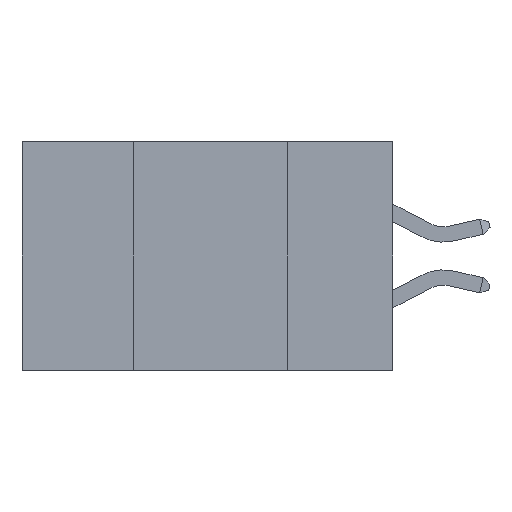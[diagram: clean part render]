
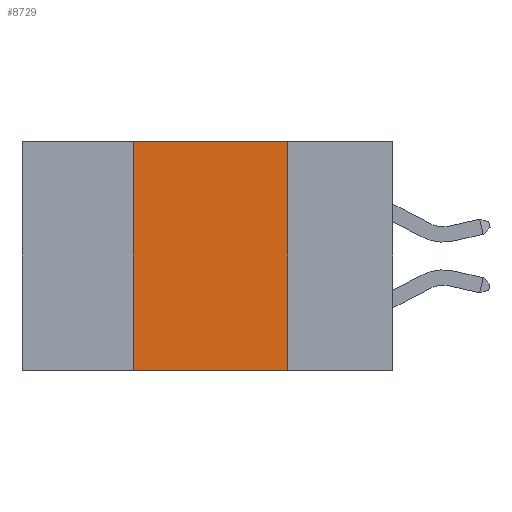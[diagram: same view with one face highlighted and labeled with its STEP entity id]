
A CAD part, left-side view. The second image highlights one B-rep face of the part: STEP entity #8729.
In plain terms, the highlighted planar face has unit normal (-1, 0, 0).
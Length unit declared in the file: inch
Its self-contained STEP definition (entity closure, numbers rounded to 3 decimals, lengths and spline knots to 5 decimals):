
#1100 = EDGE_LOOP ( 'NONE', ( #20287, #6946, #5148, #14580 ) ) ;
#1205 = CARTESIAN_POINT ( 'NONE',  ( 0., 0.6, 0. ) ) ;
#1514 = CARTESIAN_POINT ( 'NONE',  ( 0., 0.42, 0. ) ) ;
#2639 = LINE ( 'NONE', #4416, #9209 ) ;
#2668 = CARTESIAN_POINT ( 'NONE',  ( 0., 0.17, -0.37 ) ) ;
#3213 = FACE_OUTER_BOUND ( 'NONE', #1100, .T. ) ;
#3997 = LINE ( 'NONE', #12134, #18359 ) ;
#4218 = VERTEX_POINT ( 'NONE', #2668 ) ;
#4400 = EDGE_CURVE ( 'NONE', #19228, #4218, #16480, .T. ) ;
#4416 = CARTESIAN_POINT ( 'NONE',  ( 0., 0.17, 0. ) ) ;
#4776 = DIRECTION ( 'NONE',  ( 0., 0., 1. ) ) ;
#4880 = LINE ( 'NONE', #1514, #12924 ) ;
#5148 = ORIENTED_EDGE ( 'NONE', *, *, #17546, .F. ) ;
#5672 = CARTESIAN_POINT ( 'NONE',  ( 0., 0.17, 0. ) ) ;
#5924 = DIRECTION ( 'NONE',  ( 0., 0., -1. ) ) ;
#5988 = DIRECTION ( 'NONE',  ( 1., 0., 0. ) ) ;
#6026 = VERTEX_POINT ( 'NONE', #5672 ) ;
#6946 = ORIENTED_EDGE ( 'NONE', *, *, #9208, .F. ) ;
#8729 = ADVANCED_FACE ( 'NONE', ( #3213 ), #10631, .F. ) ;
#8790 = DIRECTION ( 'NONE',  ( 0., -1., 0. ) ) ;
#9208 = EDGE_CURVE ( 'NONE', #17026, #6026, #3997, .T. ) ;
#9209 = VECTOR ( 'NONE', #5924, 39.37008 ) ;
#10631 = PLANE ( 'NONE',  #12013 ) ;
#10822 = EDGE_CURVE ( 'NONE', #6026, #4218, #2639, .T. ) ;
#11495 = DIRECTION ( 'NONE',  ( 0., -1., 0. ) ) ;
#12013 = AXIS2_PLACEMENT_3D ( 'NONE', #1205, #5988, #13837 ) ;
#12134 = CARTESIAN_POINT ( 'NONE',  ( 0., 0.6, 0. ) ) ;
#12874 = CARTESIAN_POINT ( 'NONE',  ( 0., 0.42, 0. ) ) ;
#12924 = VECTOR ( 'NONE', #4776, 39.37008 ) ;
#13444 = VECTOR ( 'NONE', #11495, 39.37008 ) ;
#13837 = DIRECTION ( 'NONE',  ( 0., 0., -1. ) ) ;
#14580 = ORIENTED_EDGE ( 'NONE', *, *, #4400, .T. ) ;
#16480 = LINE ( 'NONE', #19725, #13444 ) ;
#17026 = VERTEX_POINT ( 'NONE', #12874 ) ;
#17418 = CARTESIAN_POINT ( 'NONE',  ( 0., 0.42, -0.37 ) ) ;
#17546 = EDGE_CURVE ( 'NONE', #19228, #17026, #4880, .T. ) ;
#18359 = VECTOR ( 'NONE', #8790, 39.37008 ) ;
#19228 = VERTEX_POINT ( 'NONE', #17418 ) ;
#19725 = CARTESIAN_POINT ( 'NONE',  ( 0., 0.6, -0.37 ) ) ;
#20287 = ORIENTED_EDGE ( 'NONE', *, *, #10822, .F. ) ;
